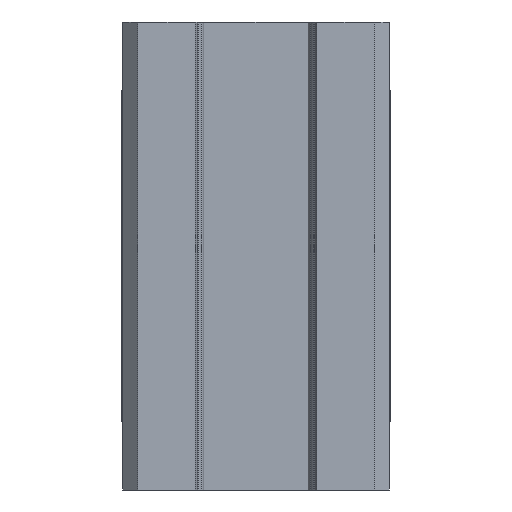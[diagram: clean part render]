
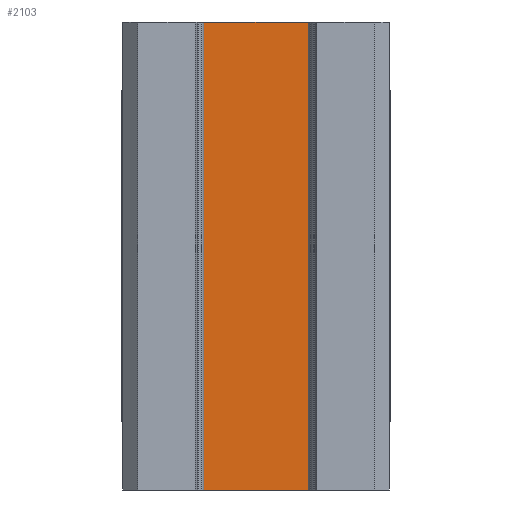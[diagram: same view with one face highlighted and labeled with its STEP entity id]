
A CAD part, front view. The second image highlights one B-rep face of the part: STEP entity #2103.
In plain terms, the highlighted planar face has unit normal (0, -1, 0).
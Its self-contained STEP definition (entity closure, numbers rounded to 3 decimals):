
#220=FACE_OUTER_BOUND('',#341,.T.);
#341=EDGE_LOOP('',(#1417,#1418,#1419,#1420));
#477=LINE('',#3112,#691);
#478=LINE('',#3114,#692);
#479=LINE('',#3116,#693);
#480=LINE('',#3117,#694);
#691=VECTOR('',#2466,10.);
#692=VECTOR('',#2467,10.);
#693=VECTOR('',#2468,10.);
#694=VECTOR('',#2469,10.);
#905=VERTEX_POINT('',#3110);
#906=VERTEX_POINT('',#3111);
#907=VERTEX_POINT('',#3113);
#908=VERTEX_POINT('',#3115);
#1109=EDGE_CURVE('',#905,#906,#477,.T.);
#1110=EDGE_CURVE('',#905,#907,#478,.T.);
#1111=EDGE_CURVE('',#908,#907,#479,.T.);
#1112=EDGE_CURVE('',#906,#908,#480,.T.);
#1417=ORIENTED_EDGE('',*,*,#1109,.F.);
#1418=ORIENTED_EDGE('',*,*,#1110,.T.);
#1419=ORIENTED_EDGE('',*,*,#1111,.F.);
#1420=ORIENTED_EDGE('',*,*,#1112,.F.);
#2033=PLANE('',#2247);
#2103=ADVANCED_FACE('',(#220),#2033,.F.);
#2247=AXIS2_PLACEMENT_3D('',#3109,#2464,#2465);
#2464=DIRECTION('center_axis',(0.,1.,0.));
#2465=DIRECTION('ref_axis',(-1.,0.,0.));
#2466=DIRECTION('',(-1.,0.,0.));
#2467=DIRECTION('',(0.,0.,1.));
#2468=DIRECTION('',(1.,0.,0.));
#2469=DIRECTION('',(0.,0.,1.));
#3109=CARTESIAN_POINT('Origin',(5.745,-2.7,0.));
#3110=CARTESIAN_POINT('',(5.745,-2.7,-23.5));
#3111=CARTESIAN_POINT('',(-5.745,-2.7,-23.5));
#3112=CARTESIAN_POINT('',(2.873,-2.7,-23.5));
#3113=CARTESIAN_POINT('',(5.745,-2.7,23.5));
#3114=CARTESIAN_POINT('',(5.745,-2.7,0.));
#3115=CARTESIAN_POINT('',(-5.745,-2.7,23.5));
#3116=CARTESIAN_POINT('',(2.873,-2.7,23.5));
#3117=CARTESIAN_POINT('',(-5.745,-2.7,0.));
